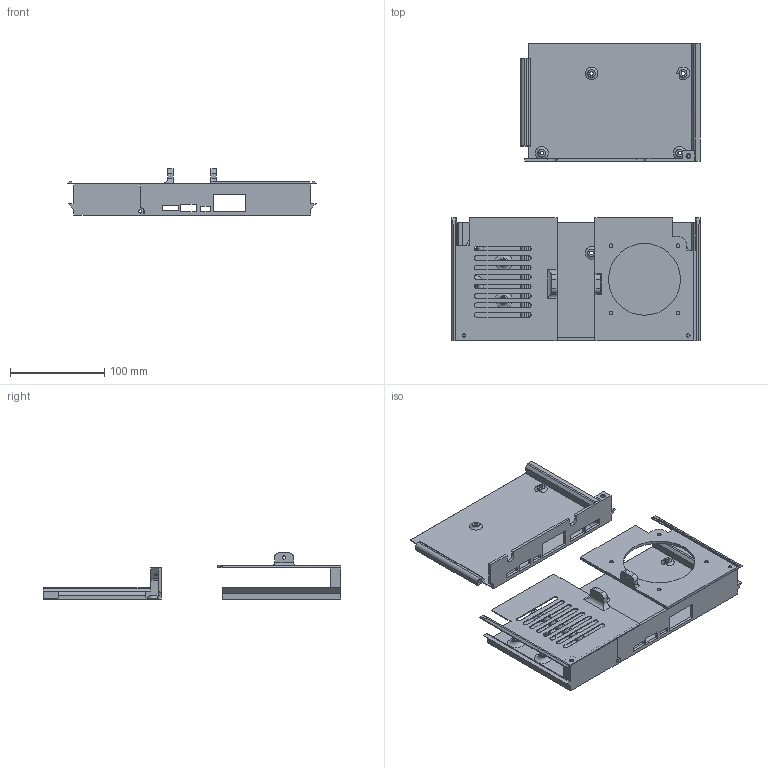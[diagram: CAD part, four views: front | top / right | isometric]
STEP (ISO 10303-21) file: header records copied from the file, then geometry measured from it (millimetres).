
FILE_DESCRIPTION(/* description */ (''),/* implementation_level */ '2;1');
FILE_NAME(/* name */ 'biqu m4p manta ender 3 pro v7.step',/* time_stamp */ '2023-01-11T09:50:56+01:00',/* author */ (''),/* organization */ (''),/* preprocessor_version */ 'ST-DEVELOPER v19.2',/* originating_system */ 'Autodesk Translation Framework v11.17.0.187',/* authorisation */ '');
FILE_SCHEMA (('AUTOMOTIVE_DESIGN { 1 0 10303 214 3 1 1 }'));
Length unit declared in the file: millimetre
Products named in the file (1): biqu m4p manta ender 3 pro
Bounding box: 263 x 315 x 49 mm (x, y, z)
Volume: 178298.1 mm3; surface area: 201099.8 mm2
Topology: 5 solids, 5 shells, 294 faces, 814 edges, 538 vertices
Faces by surface type: plane 197, cylinder 73, torus 24
Full cylindrical faces by diameter (mm): 3.5 x6, 4 x21, 76 x1
Entity records: 9638 total; most frequent: CARTESIAN_POINT 1705, ORIENTED_EDGE 1628, DIRECTION 1622, EDGE_CURVE 814, LINE 584, VECTOR 584, VERTEX_POINT 538, AXIS2_PLACEMENT_3D 519
